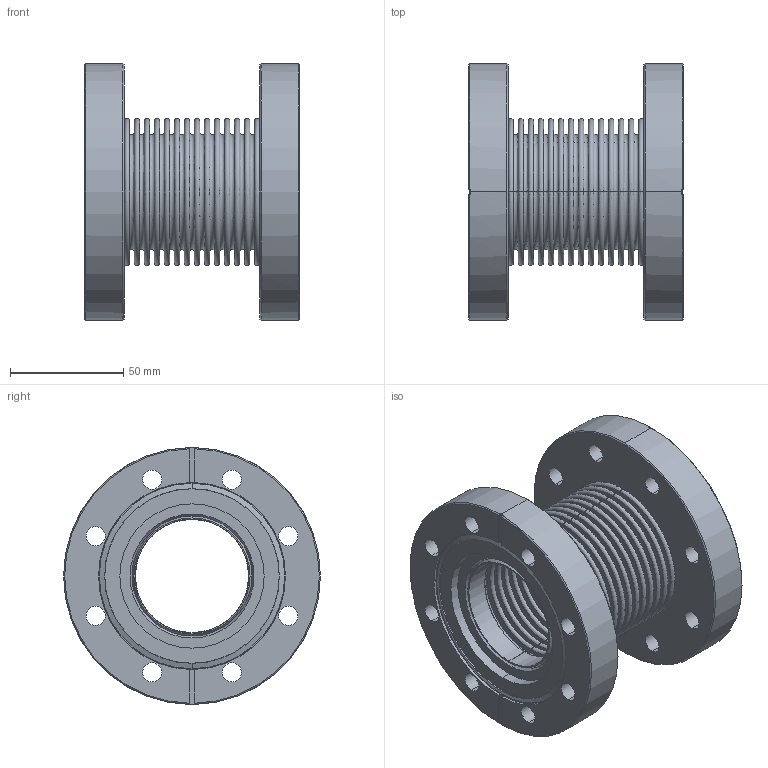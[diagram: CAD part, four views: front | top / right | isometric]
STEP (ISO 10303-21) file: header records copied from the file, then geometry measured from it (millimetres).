
FILE_DESCRIPTION( (''), '2;1');
FILE_NAME ('CAD716.6284.CF114_25891.stp','2017-05-12T14:09:16',(''),(''),'spGate 12.6.6','','');
FILE_SCHEMA (('AUTOMOTIVE_DESIGN'));
Length unit declared in the file: millimetre
Products named in the file (4): Assembly; CF114-1; CF114-2; CF114-3
Assembly tree (3 placements, depth 2):
  Assembly
    CF114-1
    CF114-2
    CF114-3
Bounding box: 95 x 113.5 x 113.5 mm (x, y, z)
Volume: 256392 mm3; surface area: 150742.7 mm2
Topology: 3 solids, 3 shells, 286 faces, 644 edges, 424 vertices
Faces by surface type: bspline 148, plane 82, cylinder 56
Entity records: 16506 total; most frequent: CARTESIAN_POINT 5208, ORIENTED_EDGE 1288, DIRECTION 1132, COLOUR_RGB 933, PRESENTATION_STYLE_ASSIGNMENT 933, STYLED_ITEM 933, EDGE_CURVE 644, DRAUGHTING_PRE_DEFINED_CURVE_FONT 644
